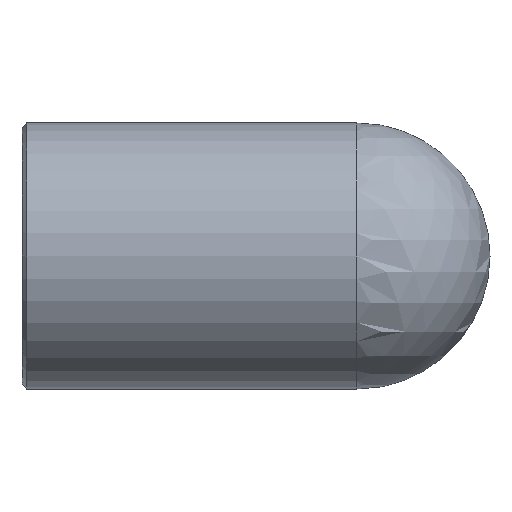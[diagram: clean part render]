
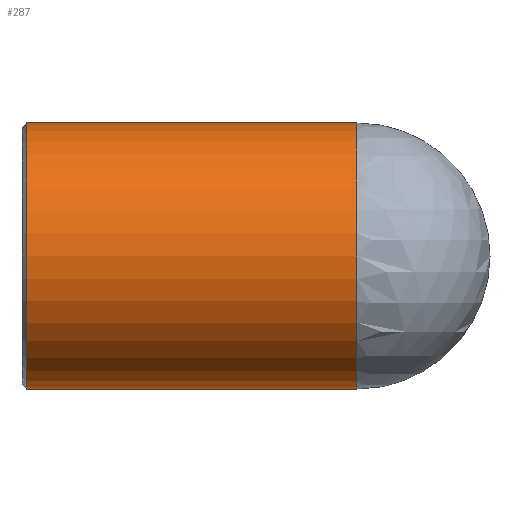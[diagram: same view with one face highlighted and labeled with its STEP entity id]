
A CAD part, left-side view. The second image highlights one B-rep face of the part: STEP entity #287.
In plain terms, the highlighted cylindrical face has radius 13.5 mm (diameter 27 mm), a full revolution.
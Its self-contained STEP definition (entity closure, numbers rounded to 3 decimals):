
#21=ELLIPSE('',#348,21.319,13.5);
#22=ELLIPSE('',#350,21.319,13.5);
#27=CYLINDRICAL_SURFACE('',#347,13.5);
#49=FACE_OUTER_BOUND('',#72,.T.);
#72=EDGE_LOOP('',(#235,#236,#237,#238,#239,#240,#241));
#87=LINE('',#532,#98);
#98=VECTOR('',#442,13.5);
#118=CIRCLE('',#343,13.5);
#119=CIRCLE('',#344,13.5);
#121=CIRCLE('',#349,13.5);
#141=VERTEX_POINT('',#517);
#142=VERTEX_POINT('',#519);
#144=VERTEX_POINT('',#526);
#145=VERTEX_POINT('',#527);
#146=VERTEX_POINT('',#529);
#175=EDGE_CURVE('',#141,#142,#118,.T.);
#176=EDGE_CURVE('',#142,#141,#119,.T.);
#178=EDGE_CURVE('',#144,#145,#21,.T.);
#179=EDGE_CURVE('',#146,#144,#121,.T.);
#180=EDGE_CURVE('',#145,#146,#22,.T.);
#181=EDGE_CURVE('',#145,#142,#87,.T.);
#235=ORIENTED_EDGE('',*,*,#178,.F.);
#236=ORIENTED_EDGE('',*,*,#179,.F.);
#237=ORIENTED_EDGE('',*,*,#180,.F.);
#238=ORIENTED_EDGE('',*,*,#181,.T.);
#239=ORIENTED_EDGE('',*,*,#175,.F.);
#240=ORIENTED_EDGE('',*,*,#176,.F.);
#241=ORIENTED_EDGE('',*,*,#181,.F.);
#287=ADVANCED_FACE('',(#49),#27,.T.);
#343=AXIS2_PLACEMENT_3D('',#520,#426,#427);
#344=AXIS2_PLACEMENT_3D('',#521,#428,#429);
#347=AXIS2_PLACEMENT_3D('',#525,#434,#435);
#348=AXIS2_PLACEMENT_3D('',#528,#436,#437);
#349=AXIS2_PLACEMENT_3D('',#530,#438,#439);
#350=AXIS2_PLACEMENT_3D('',#531,#440,#441);
#426=DIRECTION('center_axis',(0.,1.,0.));
#427=DIRECTION('ref_axis',(1.,0.,0.));
#428=DIRECTION('center_axis',(0.,1.,0.));
#429=DIRECTION('ref_axis',(1.,0.,0.));
#434=DIRECTION('center_axis',(0.,-1.,0.));
#435=DIRECTION('ref_axis',(-1.,0.,0.));
#436=DIRECTION('center_axis',(0.774,-0.633,0.));
#437=DIRECTION('ref_axis',(0.633,0.774,0.));
#438=DIRECTION('center_axis',(0.,-1.,0.));
#439=DIRECTION('ref_axis',(-1.,0.,0.));
#440=DIRECTION('center_axis',(0.774,-0.633,0.));
#441=DIRECTION('ref_axis',(0.633,0.774,0.));
#442=DIRECTION('',(0.,1.,0.));
#517=CARTESIAN_POINT('',(-13.5,33.5,0.));
#519=CARTESIAN_POINT('',(13.5,33.5,0.));
#520=CARTESIAN_POINT('Origin',(0.,33.5,0.));
#521=CARTESIAN_POINT('Origin',(0.,33.5,0.));
#525=CARTESIAN_POINT('Origin',(0.,34.,0.));
#526=CARTESIAN_POINT('',(0.,0.,-13.5));
#527=CARTESIAN_POINT('',(13.5,16.5,0.));
#528=CARTESIAN_POINT('Origin',(0.,0.,
0.));
#529=CARTESIAN_POINT('',(0.,0.,13.5));
#530=CARTESIAN_POINT('Origin',(0.,0.,0.));
#531=CARTESIAN_POINT('Origin',(0.,0.,
0.));
#532=CARTESIAN_POINT('',(13.5,34.,0.));
